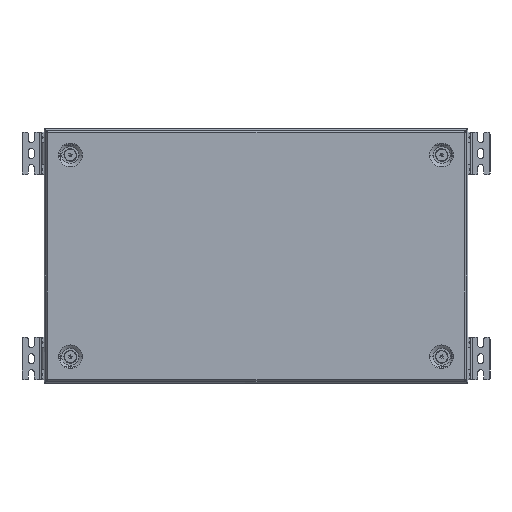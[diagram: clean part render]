
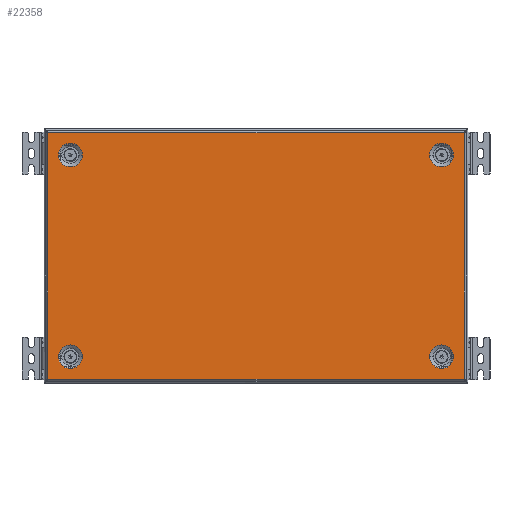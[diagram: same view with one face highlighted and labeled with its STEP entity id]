
A CAD part, top view. The second image highlights one B-rep face of the part: STEP entity #22358.
In plain terms, the highlighted planar face has unit normal (0, 0, 1).
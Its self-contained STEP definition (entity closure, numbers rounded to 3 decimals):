
#96 = DIRECTION ( 'NONE',  ( -1., 0., 0. ) ) ;
#239 = CARTESIAN_POINT ( 'NONE',  ( -233., 119., 0. ) ) ;
#270 = CIRCLE ( 'NONE', #4208, 14. ) ;
#833 = DIRECTION ( 'NONE',  ( -1., 0., 0. ) ) ;
#854 = EDGE_CURVE ( 'NONE', #18498, #13822, #19936, .T. ) ;
#905 = CIRCLE ( 'NONE', #4408, 14. ) ;
#934 = VERTEX_POINT ( 'NONE', #8161 ) ;
#1025 = CARTESIAN_POINT ( 'NONE',  ( -219., 119., 0. ) ) ;
#1431 = DIRECTION ( 'NONE',  ( 0., 0., 1. ) ) ;
#1606 = ORIENTED_EDGE ( 'NONE', *, *, #8900, .F. ) ;
#2017 = CARTESIAN_POINT ( 'NONE',  ( 245.793, 145.5, 0. ) ) ;
#2018 = VECTOR ( 'NONE', #13329, 1000. ) ;
#2034 = VECTOR ( 'NONE', #24283, 1000. ) ;
#2077 = AXIS2_PLACEMENT_3D ( 'NONE', #19691, #9714, #18041 ) ;
#2332 = DIRECTION ( 'NONE',  ( 1., 0., 0. ) ) ;
#2388 = CIRCLE ( 'NONE', #10592, 14. ) ;
#2495 = EDGE_CURVE ( 'NONE', #11207, #12502, #22704, .T. ) ;
#2587 = EDGE_CURVE ( 'NONE', #23750, #23824, #13963, .T. ) ;
#2753 = VECTOR ( 'NONE', #2332, 1000. ) ;
#2904 = ORIENTED_EDGE ( 'NONE', *, *, #23909, .F. ) ;
#3201 = CARTESIAN_POINT ( 'NONE',  ( 245.5, -145.793, 0. ) ) ;
#3435 = FACE_BOUND ( 'NONE', #11672, .T. ) ;
#3611 = DIRECTION ( 'NONE',  ( 0., 1., 0. ) ) ;
#4083 = DIRECTION ( 'NONE',  ( 0., 0., 1. ) ) ;
#4208 = AXIS2_PLACEMENT_3D ( 'NONE', #10763, #8860, #21429 ) ;
#4408 = AXIS2_PLACEMENT_3D ( 'NONE', #1025, #1431, #23781 ) ;
#4872 = CARTESIAN_POINT ( 'NONE',  ( 245.5, 145.5, 0. ) ) ;
#5528 = VERTEX_POINT ( 'NONE', #24503 ) ;
#5581 = EDGE_CURVE ( 'NONE', #12502, #11207, #15025, .T. ) ;
#5732 = FACE_OUTER_BOUND ( 'NONE', #15023, .T. ) ;
#5804 = DIRECTION ( 'NONE',  ( 0., 0., 1. ) ) ;
#5824 = VECTOR ( 'NONE', #24683, 1000. ) ;
#6091 = CARTESIAN_POINT ( 'NONE',  ( -245.4, -145.5, 0. ) ) ;
#6395 = CIRCLE ( 'NONE', #20304, 14. ) ;
#6468 = ORIENTED_EDGE ( 'NONE', *, *, #8314, .F. ) ;
#6563 = DIRECTION ( 'NONE',  ( 0., 0., 1. ) ) ;
#6803 = VERTEX_POINT ( 'NONE', #19594 ) ;
#6908 = ORIENTED_EDGE ( 'NONE', *, *, #5581, .F. ) ;
#7278 = VECTOR ( 'NONE', #96, 1000. ) ;
#7371 = FACE_BOUND ( 'NONE', #9687, .T. ) ;
#7434 = CARTESIAN_POINT ( 'NONE',  ( 245.4, 145.5, 0. ) ) ;
#7808 = VECTOR ( 'NONE', #3611, 1000. ) ;
#7980 = CARTESIAN_POINT ( 'NONE',  ( 205., 119., 0. ) ) ;
#8039 = CARTESIAN_POINT ( 'NONE',  ( -245.793, -145.5, 0. ) ) ;
#8161 = CARTESIAN_POINT ( 'NONE',  ( -245.5, 145.5, 0. ) ) ;
#8183 = DIRECTION ( 'NONE',  ( 0., 0., 1. ) ) ;
#8314 = EDGE_CURVE ( 'NONE', #10932, #14528, #2388, .T. ) ;
#8412 = CARTESIAN_POINT ( 'NONE',  ( 247.5, -145.5, 0. ) ) ;
#8674 = CARTESIAN_POINT ( 'NONE',  ( -245.5, -145.5, 0. ) ) ;
#8816 = CARTESIAN_POINT ( 'NONE',  ( -247.5, 145.5, 0. ) ) ;
#8860 = DIRECTION ( 'NONE',  ( 0., 0., 1. ) ) ;
#8900 = EDGE_CURVE ( 'NONE', #934, #6803, #12884, .T. ) ;
#9687 = EDGE_LOOP ( 'NONE', ( #17449, #11379 ) ) ;
#9714 = DIRECTION ( 'NONE',  ( 0., 0., 1. ) ) ;
#9719 = EDGE_CURVE ( 'NONE', #23191, #19078, #26428, .T. ) ;
#9785 = DIRECTION ( 'NONE',  ( 0., 0., 1. ) ) ;
#10327 = VECTOR ( 'NONE', #10700, 1000. ) ;
#10592 = AXIS2_PLACEMENT_3D ( 'NONE', #11154, #11907, #833 ) ;
#10700 = DIRECTION ( 'NONE',  ( 1., 0., 0. ) ) ;
#10763 = CARTESIAN_POINT ( 'NONE',  ( -219., -119., 0. ) ) ;
#10932 = VERTEX_POINT ( 'NONE', #24240 ) ;
#11098 = CARTESIAN_POINT ( 'NONE',  ( -205., 119., 0. ) ) ;
#11154 = CARTESIAN_POINT ( 'NONE',  ( -219., -119., 0. ) ) ;
#11207 = VERTEX_POINT ( 'NONE', #23090 ) ;
#11379 = ORIENTED_EDGE ( 'NONE', *, *, #20395, .F. ) ;
#11408 = CARTESIAN_POINT ( 'NONE',  ( 233., 119., 0. ) ) ;
#11672 = EDGE_LOOP ( 'NONE', ( #25343, #6908 ) ) ;
#11702 = CARTESIAN_POINT ( 'NONE',  ( -245.793, -145.5, 0. ) ) ;
#11713 = ORIENTED_EDGE ( 'NONE', *, *, #9719, .T. ) ;
#11907 = DIRECTION ( 'NONE',  ( 0., 0., 1. ) ) ;
#12284 = DIRECTION ( 'NONE',  ( -1., 0., 0. ) ) ;
#12502 = VERTEX_POINT ( 'NONE', #24077 ) ;
#12884 = LINE ( 'NONE', #8816, #2753 ) ;
#13329 = DIRECTION ( 'NONE',  ( 0., -1., 0. ) ) ;
#13822 = VERTEX_POINT ( 'NONE', #4872 ) ;
#13909 = VERTEX_POINT ( 'NONE', #7434 ) ;
#13963 = CIRCLE ( 'NONE', #16602, 14. ) ;
#14011 = CARTESIAN_POINT ( 'NONE',  ( 0., 0., 0. ) ) ;
#14037 = EDGE_CURVE ( 'NONE', #13822, #13909, #18966, .T. ) ;
#14472 = EDGE_CURVE ( 'NONE', #19078, #5528, #26700, .T. ) ;
#14490 = VECTOR ( 'NONE', #19098, 1000. ) ;
#14528 = VERTEX_POINT ( 'NONE', #14956 ) ;
#14956 = CARTESIAN_POINT ( 'NONE',  ( -233., -119., 0. ) ) ;
#15023 = EDGE_LOOP ( 'NONE', ( #23027, #16617, #1606, #26496, #11713, #26364, #24532, #25351 ) ) ;
#15025 = CIRCLE ( 'NONE', #20723, 14. ) ;
#15657 = PLANE ( 'NONE',  #16798 ) ;
#16081 = CARTESIAN_POINT ( 'NONE',  ( 245.5, -145.5, 0. ) ) ;
#16189 = ORIENTED_EDGE ( 'NONE', *, *, #23602, .F. ) ;
#16273 = CARTESIAN_POINT ( 'NONE',  ( 219., 119., 0. ) ) ;
#16355 = EDGE_LOOP ( 'NONE', ( #16189, #2904 ) ) ;
#16490 = DIRECTION ( 'NONE',  ( 1., 0., 0. ) ) ;
#16602 = AXIS2_PLACEMENT_3D ( 'NONE', #18525, #8183, #23202 ) ;
#16617 = ORIENTED_EDGE ( 'NONE', *, *, #18015, .T. ) ;
#16705 = CARTESIAN_POINT ( 'NONE',  ( 219., -119., 0. ) ) ;
#16798 = AXIS2_PLACEMENT_3D ( 'NONE', #14011, #9785, #24415 ) ;
#17054 = CARTESIAN_POINT ( 'NONE',  ( -245.5, 145.793, 0. ) ) ;
#17400 = VERTEX_POINT ( 'NONE', #11408 ) ;
#17449 = ORIENTED_EDGE ( 'NONE', *, *, #2587, .F. ) ;
#17588 = LINE ( 'NONE', #17054, #2018 ) ;
#18015 = EDGE_CURVE ( 'NONE', #13909, #6803, #26920, .T. ) ;
#18041 = DIRECTION ( 'NONE',  ( -1., 0., 0. ) ) ;
#18204 = DIRECTION ( 'NONE',  ( 1., 0., 0. ) ) ;
#18498 = VERTEX_POINT ( 'NONE', #16081 ) ;
#18525 = CARTESIAN_POINT ( 'NONE',  ( -219., 119., 0. ) ) ;
#18966 = LINE ( 'NONE', #21286, #14490 ) ;
#19078 = VERTEX_POINT ( 'NONE', #6091 ) ;
#19082 = VERTEX_POINT ( 'NONE', #7980 ) ;
#19098 = DIRECTION ( 'NONE',  ( -1., 0., 0. ) ) ;
#19531 = EDGE_CURVE ( 'NONE', #5528, #18498, #24936, .T. ) ;
#19594 = CARTESIAN_POINT ( 'NONE',  ( -245.4, 145.5, 0. ) ) ;
#19691 = CARTESIAN_POINT ( 'NONE',  ( 219., 119., 0. ) ) ;
#19936 = LINE ( 'NONE', #3201, #7808 ) ;
#20304 = AXIS2_PLACEMENT_3D ( 'NONE', #16273, #5804, #12284 ) ;
#20395 = EDGE_CURVE ( 'NONE', #23824, #23750, #905, .T. ) ;
#20723 = AXIS2_PLACEMENT_3D ( 'NONE', #16705, #4083, #18204 ) ;
#20804 = ORIENTED_EDGE ( 'NONE', *, *, #22284, .F. ) ;
#21286 = CARTESIAN_POINT ( 'NONE',  ( 245.793, 145.5, 0. ) ) ;
#21429 = DIRECTION ( 'NONE',  ( -1., 0., 0. ) ) ;
#22169 = EDGE_CURVE ( 'NONE', #934, #23191, #17588, .T. ) ;
#22228 = FACE_BOUND ( 'NONE', #22993, .T. ) ;
#22284 = EDGE_CURVE ( 'NONE', #14528, #10932, #270, .T. ) ;
#22358 = ADVANCED_FACE ( 'NONE', ( #7371, #24129, #5732, #3435, #22228 ), #15657, .T. ) ;
#22704 = CIRCLE ( 'NONE', #26154, 14. ) ;
#22993 = EDGE_LOOP ( 'NONE', ( #20804, #6468 ) ) ;
#23027 = ORIENTED_EDGE ( 'NONE', *, *, #14037, .T. ) ;
#23090 = CARTESIAN_POINT ( 'NONE',  ( 233., -119., 0. ) ) ;
#23191 = VERTEX_POINT ( 'NONE', #8674 ) ;
#23202 = DIRECTION ( 'NONE',  ( 1., 0., 0. ) ) ;
#23602 = EDGE_CURVE ( 'NONE', #17400, #19082, #6395, .T. ) ;
#23750 = VERTEX_POINT ( 'NONE', #239 ) ;
#23781 = DIRECTION ( 'NONE',  ( 1., 0., 0. ) ) ;
#23824 = VERTEX_POINT ( 'NONE', #11098 ) ;
#23909 = EDGE_CURVE ( 'NONE', #19082, #17400, #25545, .T. ) ;
#24077 = CARTESIAN_POINT ( 'NONE',  ( 205., -119., 0. ) ) ;
#24129 = FACE_BOUND ( 'NONE', #16355, .T. ) ;
#24240 = CARTESIAN_POINT ( 'NONE',  ( -205., -119., 0. ) ) ;
#24283 = DIRECTION ( 'NONE',  ( 1., 0., 0. ) ) ;
#24415 = DIRECTION ( 'NONE',  ( 1., 0., 0. ) ) ;
#24503 = CARTESIAN_POINT ( 'NONE',  ( 245.4, -145.5, 0. ) ) ;
#24532 = ORIENTED_EDGE ( 'NONE', *, *, #19531, .T. ) ;
#24683 = DIRECTION ( 'NONE',  ( 1., 0., 0. ) ) ;
#24831 = CARTESIAN_POINT ( 'NONE',  ( 219., -119., 0. ) ) ;
#24936 = LINE ( 'NONE', #8412, #10327 ) ;
#25343 = ORIENTED_EDGE ( 'NONE', *, *, #2495, .F. ) ;
#25351 = ORIENTED_EDGE ( 'NONE', *, *, #854, .T. ) ;
#25545 = CIRCLE ( 'NONE', #2077, 14. ) ;
#26154 = AXIS2_PLACEMENT_3D ( 'NONE', #24831, #6563, #16490 ) ;
#26364 = ORIENTED_EDGE ( 'NONE', *, *, #14472, .T. ) ;
#26428 = LINE ( 'NONE', #11702, #2034 ) ;
#26496 = ORIENTED_EDGE ( 'NONE', *, *, #22169, .T. ) ;
#26700 = LINE ( 'NONE', #8039, #5824 ) ;
#26920 = LINE ( 'NONE', #2017, #7278 ) ;
